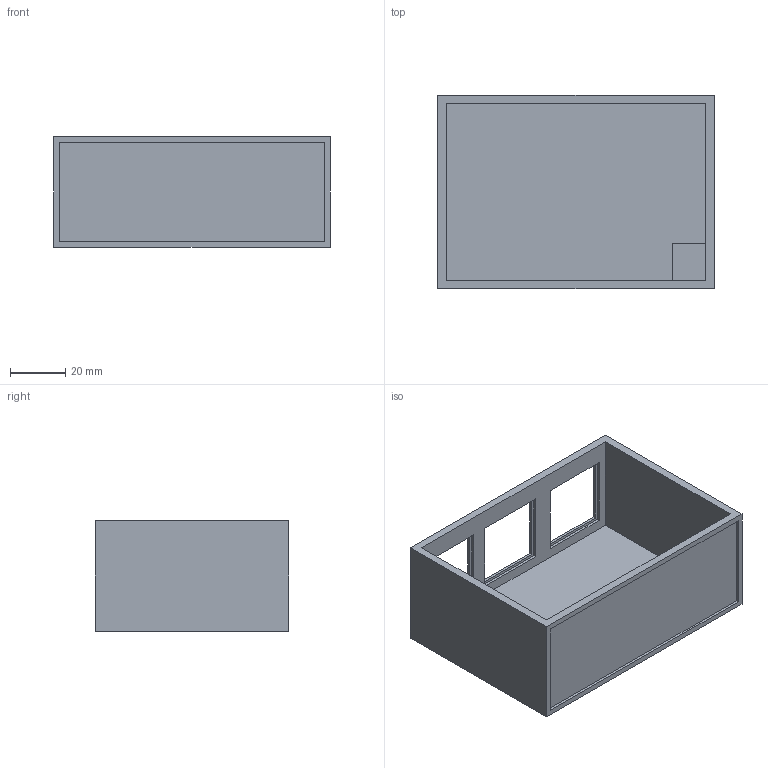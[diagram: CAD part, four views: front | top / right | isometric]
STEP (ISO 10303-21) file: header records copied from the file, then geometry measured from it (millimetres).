
FILE_DESCRIPTION(/* description */ (''),/* implementation_level */ '2;1');
FILE_NAME(/* name */ 'main.step',/* time_stamp */ '2025-06-30T12:20:40+05:30',/* author */ (''),/* organization */ (''),/* preprocessor_version */ 'ST-DEVELOPER v20.1',/* originating_system */ 'Autodesk Translation Framework v14.10.0.0',/* authorisation */ '');
FILE_SCHEMA (('AUTOMOTIVE_DESIGN { 1 0 10303 214 3 1 1 }'));
Length unit declared in the file: millimetre
Products named in the file (1): Untitled
Bounding box: 100 x 70 x 40 mm (x, y, z)
Volume: 31071.9 mm3; surface area: 62551.4 mm2
Topology: 1 solids, 1 shells, 59 faces, 160 edges, 106 vertices
Faces by surface type: plane 59
Entity records: 1868 total; most frequent: CARTESIAN_POINT 326, ORIENTED_EDGE 320, DIRECTION 280, LINE 160, VECTOR 160, EDGE_CURVE 160, VERTEX_POINT 106, EDGE_LOOP 76
